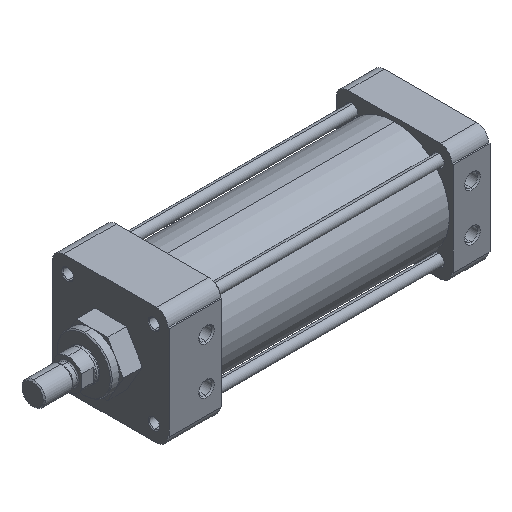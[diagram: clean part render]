
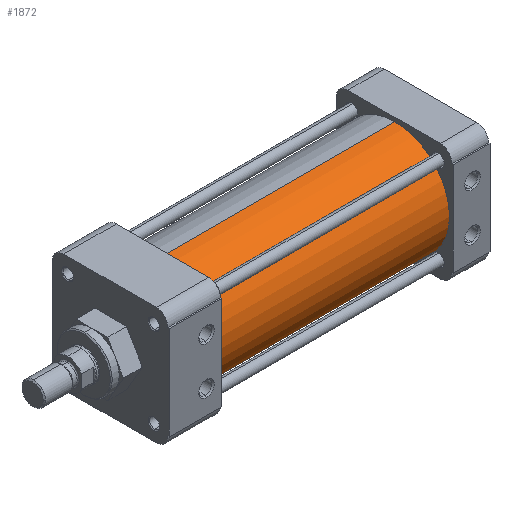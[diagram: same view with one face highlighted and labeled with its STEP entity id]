
A CAD part, isometric view. The second image highlights one B-rep face of the part: STEP entity #1872.
In plain terms, the highlighted cylindrical face has radius 44.45 mm (diameter 88.9 mm), a partial arc.
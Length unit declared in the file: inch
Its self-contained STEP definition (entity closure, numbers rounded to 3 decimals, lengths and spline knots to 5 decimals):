
#851 = LINE ( 'NONE', #2685, #2654 ) ;
#1621 = FACE_OUTER_BOUND ( 'NONE', #11621, .T. ) ;
#1872 = ADVANCED_FACE ( 'NONE', ( #1621 ), #11247, .T. ) ;
#2171 = CIRCLE ( 'NONE', #3460, 1.75 ) ;
#2654 = VECTOR ( 'NONE', #10621, 39.37008 ) ;
#2685 = CARTESIAN_POINT ( 'NONE',  ( 9.076, 0., -1.75 ) ) ;
#2732 = EDGE_CURVE ( 'NONE', #4103, #11040, #3128, .T. ) ;
#2772 = CARTESIAN_POINT ( 'NONE',  ( 9.076, 0., 1.75 ) ) ;
#3008 = ORIENTED_EDGE ( 'NONE', *, *, #6321, .T. ) ;
#3128 = LINE ( 'NONE', #2772, #3279 ) ;
#3279 = VECTOR ( 'NONE', #12812, 39.37008 ) ;
#3304 = CARTESIAN_POINT ( 'NONE',  ( 1.67, 0., 0. ) ) ;
#3460 = AXIS2_PLACEMENT_3D ( 'NONE', #3304, #11264, #4435 ) ;
#3486 = EDGE_CURVE ( 'NONE', #9982, #10884, #851, .T. ) ;
#3562 = CARTESIAN_POINT ( 'NONE',  ( 1.67, 0., -1.75 ) ) ;
#4103 = VERTEX_POINT ( 'NONE', #12666 ) ;
#4435 = DIRECTION ( 'NONE',  ( 0., 0., -1. ) ) ;
#4486 = AXIS2_PLACEMENT_3D ( 'NONE', #13249, #6476, #14407 ) ;
#6188 = ORIENTED_EDGE ( 'NONE', *, *, #3486, .T. ) ;
#6321 = EDGE_CURVE ( 'NONE', #10884, #11040, #13595, .T. ) ;
#6434 = EDGE_CURVE ( 'NONE', #4103, #9982, #2171, .T. ) ;
#6467 = ORIENTED_EDGE ( 'NONE', *, *, #2732, .F. ) ;
#6476 = DIRECTION ( 'NONE',  ( -1., 0., 0. ) ) ;
#7454 = ORIENTED_EDGE ( 'NONE', *, *, #6434, .T. ) ;
#9381 = AXIS2_PLACEMENT_3D ( 'NONE', #13896, #14097, #14606 ) ;
#9547 = CARTESIAN_POINT ( 'NONE',  ( 9.076, 0., -1.75 ) ) ;
#9982 = VERTEX_POINT ( 'NONE', #3562 ) ;
#10621 = DIRECTION ( 'NONE',  ( 1., 0., 0. ) ) ;
#10884 = VERTEX_POINT ( 'NONE', #9547 ) ;
#11040 = VERTEX_POINT ( 'NONE', #11078 ) ;
#11078 = CARTESIAN_POINT ( 'NONE',  ( 9.076, 0., 1.75 ) ) ;
#11247 = CYLINDRICAL_SURFACE ( 'NONE', #9381, 1.75 ) ;
#11264 = DIRECTION ( 'NONE',  ( 1., 0., 0. ) ) ;
#11621 = EDGE_LOOP ( 'NONE', ( #6467, #7454, #6188, #3008 ) ) ;
#12666 = CARTESIAN_POINT ( 'NONE',  ( 1.67, 0., 1.75 ) ) ;
#12812 = DIRECTION ( 'NONE',  ( 1., 0., 0. ) ) ;
#13249 = CARTESIAN_POINT ( 'NONE',  ( 9.076, 0., 0. ) ) ;
#13595 = CIRCLE ( 'NONE', #4486, 1.75 ) ;
#13896 = CARTESIAN_POINT ( 'NONE',  ( 9.076, 0., 0. ) ) ;
#14097 = DIRECTION ( 'NONE',  ( 1., 0., 0. ) ) ;
#14407 = DIRECTION ( 'NONE',  ( 0., 0., -1. ) ) ;
#14606 = DIRECTION ( 'NONE',  ( 0., 0., -1. ) ) ;
